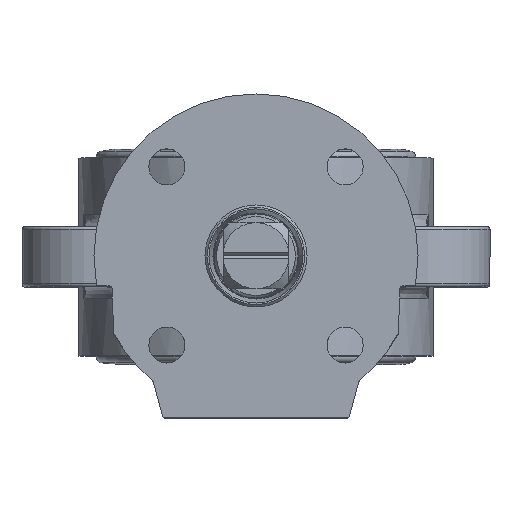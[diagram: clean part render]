
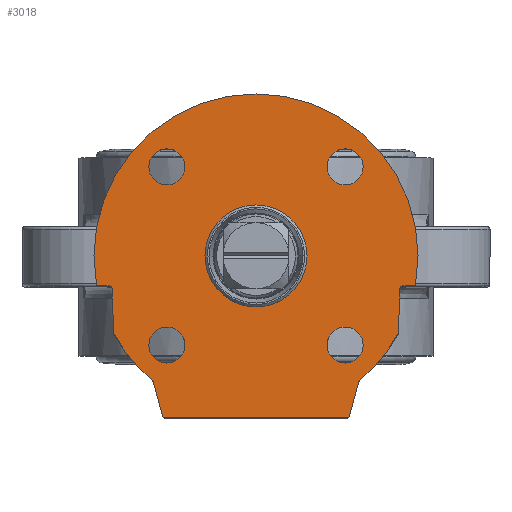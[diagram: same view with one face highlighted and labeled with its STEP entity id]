
A CAD part, top view. The second image highlights one B-rep face of the part: STEP entity #3018.
In plain terms, the highlighted planar face has unit normal (0, 0, 1).
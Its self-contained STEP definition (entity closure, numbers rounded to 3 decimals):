
#2350=CARTESIAN_POINT('',(8.5,0.,104.0));
#2351=VERTEX_POINT('',#2350);
#2352=CARTESIAN_POINT('',(0.,0.,104.0));
#2353=DIRECTION('',(0.0,0.0,-1.0));
#2354=DIRECTION('',(1.0,0.0,0.0));
#2355=AXIS2_PLACEMENT_3D('',#2352,#2353,#2354);
#2356=CIRCLE('',#2355,8.5);
#2357=EDGE_CURVE('',#2351,#2351,#2356,.T.);
#2399=CARTESIAN_POINT('',(-17.849,14.849,104.0));
#2400=VERTEX_POINT('',#2399);
#2401=CARTESIAN_POINT('',(-14.849,14.849,104.0));
#2402=DIRECTION('',(0.0,0.0,-1.0));
#2403=DIRECTION('',(-1.0,0.0,0.0));
#2404=AXIS2_PLACEMENT_3D('',#2401,#2402,#2403);
#2405=CIRCLE('',#2404,3.);
#2406=EDGE_CURVE('',#2400,#2400,#2405,.T.);
#2448=CARTESIAN_POINT('',(14.849,17.849,104.0));
#2449=VERTEX_POINT('',#2448);
#2450=CARTESIAN_POINT('',(14.849,14.849,104.0));
#2451=DIRECTION('',(0.0,0.0,-1.0));
#2452=DIRECTION('',(0.0,1.0,0.0));
#2453=AXIS2_PLACEMENT_3D('',#2450,#2451,#2452);
#2454=CIRCLE('',#2453,3.);
#2455=EDGE_CURVE('',#2449,#2449,#2454,.T.);
#2497=CARTESIAN_POINT('',(-14.849,-17.849,104.0));
#2498=VERTEX_POINT('',#2497);
#2499=CARTESIAN_POINT('',(-14.849,-14.849,104.0));
#2500=DIRECTION('',(0.0,0.0,-1.0));
#2501=DIRECTION('',(0.0,-1.0,0.0));
#2502=AXIS2_PLACEMENT_3D('',#2499,#2500,#2501);
#2503=CIRCLE('',#2502,3.);
#2504=EDGE_CURVE('',#2498,#2498,#2503,.T.);
#2546=CARTESIAN_POINT('',(17.849,-14.849,104.0));
#2547=VERTEX_POINT('',#2546);
#2548=CARTESIAN_POINT('',(14.849,-14.849,104.0));
#2549=DIRECTION('',(0.0,0.0,-1.0));
#2550=DIRECTION('',(1.0,0.0,0.0));
#2551=AXIS2_PLACEMENT_3D('',#2548,#2549,#2550);
#2552=CIRCLE('',#2551,3.);
#2553=EDGE_CURVE('',#2547,#2547,#2552,.T.);
#2823=CARTESIAN_POINT('',(-39.018,27.001,104.0));
#2824=DIRECTION('',(0.0,0.0,-1.0));
#2825=DIRECTION('',(-1.0,0.0,0.0));
#2826=AXIS2_PLACEMENT_3D('',#2823,#2824,#2825);
#2827=PLANE('',#2826);
#2828=CARTESIAN_POINT('',(-17.105,-21.011,104.0));
#2829=VERTEX_POINT('',#2828);
#2830=CARTESIAN_POINT('',(-17.268,-20.756,104.0));
#2831=VERTEX_POINT('',#2830);
#2832=CARTESIAN_POINT('',(-17.588,-21.141,104.0));
#2833=DIRECTION('',(0.0,0.0,1.));
#2834=DIRECTION('',(0.842,0.539,0.0));
#2835=AXIS2_PLACEMENT_3D('',#2832,#2833,#2834);
#2836=CIRCLE('',#2835,0.5);
#2837=EDGE_CURVE('',#2829,#2831,#2836,.T.);
#2838=ORIENTED_EDGE('',*,*,#2837,.F.);
#2839=CARTESIAN_POINT('',(-15.599,-26.629,104.0));
#2840=VERTEX_POINT('',#2839);
#2841=CARTESIAN_POINT('',(-15.599,-26.629,104.0));
#2842=DIRECTION('',(-0.259,0.966,0.0));
#2843=VECTOR('',#2842,5.816);
#2844=LINE('',#2841,#2843);
#2845=EDGE_CURVE('',#2840,#2829,#2844,.T.);
#2846=ORIENTED_EDGE('',*,*,#2845,.F.);
#2847=CARTESIAN_POINT('',(-15.116,-27.0,104.0));
#2848=VERTEX_POINT('',#2847);
#2849=CARTESIAN_POINT('',(-15.116,-26.5,104.0));
#2850=DIRECTION('',(0.0,0.0,-1.));
#2851=DIRECTION('',(-0.609,-0.793,0.0));
#2852=AXIS2_PLACEMENT_3D('',#2849,#2850,#2851);
#2853=CIRCLE('',#2852,0.5);
#2854=EDGE_CURVE('',#2848,#2840,#2853,.T.);
#2855=ORIENTED_EDGE('',*,*,#2854,.F.);
#2856=CARTESIAN_POINT('',(15.116,-27.0,104.0));
#2857=VERTEX_POINT('',#2856);
#2858=CARTESIAN_POINT('',(15.116,-27.0,104.0));
#2859=DIRECTION('',(-1.0,0.0,0.0));
#2860=VECTOR('',#2859,30.233);
#2861=LINE('',#2858,#2860);
#2862=EDGE_CURVE('',#2857,#2848,#2861,.T.);
#2863=ORIENTED_EDGE('',*,*,#2862,.F.);
#2864=CARTESIAN_POINT('',(15.599,-26.629,104.0));
#2865=VERTEX_POINT('',#2864);
#2866=CARTESIAN_POINT('',(15.116,-26.5,104.0));
#2867=DIRECTION('',(0.0,0.0,-1.));
#2868=DIRECTION('',(0.609,-0.793,0.0));
#2869=AXIS2_PLACEMENT_3D('',#2866,#2867,#2868);
#2870=CIRCLE('',#2869,0.5);
#2871=EDGE_CURVE('',#2865,#2857,#2870,.T.);
#2872=ORIENTED_EDGE('',*,*,#2871,.F.);
#2873=CARTESIAN_POINT('',(17.105,-21.011,104.0));
#2874=VERTEX_POINT('',#2873);
#2875=CARTESIAN_POINT('',(17.105,-21.011,104.0));
#2876=DIRECTION('',(-0.259,-0.966,0.0));
#2877=VECTOR('',#2876,5.816);
#2878=LINE('',#2875,#2877);
#2879=EDGE_CURVE('',#2874,#2865,#2878,.T.);
#2880=ORIENTED_EDGE('',*,*,#2879,.F.);
#2881=CARTESIAN_POINT('',(17.268,-20.756,104.0));
#2882=VERTEX_POINT('',#2881);
#2883=CARTESIAN_POINT('',(17.588,-21.141,104.0));
#2884=DIRECTION('',(0.0,0.0,1.0));
#2885=DIRECTION('',(-0.842,0.539,0.0));
#2886=AXIS2_PLACEMENT_3D('',#2883,#2884,#2885);
#2887=CIRCLE('',#2886,0.5);
#2888=EDGE_CURVE('',#2882,#2874,#2887,.T.);
#2889=ORIENTED_EDGE('',*,*,#2888,.F.);
#2890=CARTESIAN_POINT('',(23.667,-12.995,104.0));
#2891=VERTEX_POINT('',#2890);
#2892=CARTESIAN_POINT('',(0.,0.,104.0));
#2893=DIRECTION('',(0.,0.,-1.0));
#2894=DIRECTION('',(0.635,-0.772,0.));
#2895=AXIS2_PLACEMENT_3D('',#2892,#2893,#2894);
#2896=CIRCLE('',#2895,27.);
#2897=EDGE_CURVE('',#2891,#2882,#2896,.T.);
#2898=ORIENTED_EDGE('',*,*,#2897,.F.);
#2899=CARTESIAN_POINT('',(23.729,-12.772,104.0));
#2900=VERTEX_POINT('',#2899);
#2901=CARTESIAN_POINT('',(23.229,-12.754,104.0));
#2902=DIRECTION('',(0.0,0.0,-1.0));
#2903=DIRECTION('',(0.964,-0.265,0.0));
#2904=AXIS2_PLACEMENT_3D('',#2901,#2902,#2903);
#2905=CIRCLE('',#2904,0.5);
#2906=EDGE_CURVE('',#2900,#2891,#2905,.T.);
#2907=ORIENTED_EDGE('',*,*,#2906,.F.);
#2908=CARTESIAN_POINT('',(23.983,-5.483,104.0));
#2909=VERTEX_POINT('',#2908);
#2910=CARTESIAN_POINT('',(23.983,-5.483,104.0));
#2911=DIRECTION('',(-0.035,-0.999,0.0));
#2912=VECTOR('',#2911,7.293);
#2913=LINE('',#2910,#2912);
#2914=EDGE_CURVE('',#2909,#2900,#2913,.T.);
#2915=ORIENTED_EDGE('',*,*,#2914,.F.);
#2916=CARTESIAN_POINT('',(24.483,-5.0,104.0));
#2917=VERTEX_POINT('',#2916);
#2918=CARTESIAN_POINT('',(24.483,-5.5,104.0));
#2919=DIRECTION('',(0.0,0.0,1.0));
#2920=DIRECTION('',(-0.695,0.719,0.0));
#2921=AXIS2_PLACEMENT_3D('',#2918,#2919,#2920);
#2922=CIRCLE('',#2921,0.5);
#2923=EDGE_CURVE('',#2917,#2909,#2922,.T.);
#2924=ORIENTED_EDGE('',*,*,#2923,.F.);
#2925=CARTESIAN_POINT('',(26.115,-5.0,104.0));
#2926=VERTEX_POINT('',#2925);
#2927=CARTESIAN_POINT('',(26.115,-5.0,104.0));
#2928=DIRECTION('',(-1.0,0.0,0.0));
#2929=VECTOR('',#2928,1.632);
#2930=LINE('',#2927,#2929);
#2931=EDGE_CURVE('',#2926,#2917,#2930,.T.);
#2932=ORIENTED_EDGE('',*,*,#2931,.F.);
#2933=CARTESIAN_POINT('',(26.608,-4.585,104.0));
#2934=VERTEX_POINT('',#2933);
#2935=CARTESIAN_POINT('',(26.115,-4.5,104.0));
#2936=DIRECTION('',(0.0,0.0,-1.0));
#2937=DIRECTION('',(0.644,-0.765,0.0));
#2938=AXIS2_PLACEMENT_3D('',#2935,#2936,#2937);
#2939=CIRCLE('',#2938,0.5);
#2940=EDGE_CURVE('',#2934,#2926,#2939,.T.);
#2941=ORIENTED_EDGE('',*,*,#2940,.F.);
#2942=CARTESIAN_POINT('',(-26.608,-4.585,104.0));
#2943=VERTEX_POINT('',#2942);
#2944=CARTESIAN_POINT('',(0.,0.,104.0));
#2945=DIRECTION('',(0.,0.,-1.));
#2946=DIRECTION('',(0.983,-0.185,0.));
#2947=AXIS2_PLACEMENT_3D('',#2944,#2945,#2946);
#2948=CIRCLE('',#2947,27.0);
#2949=EDGE_CURVE('',#2943,#2934,#2948,.T.);
#2950=ORIENTED_EDGE('',*,*,#2949,.F.);
#2951=CARTESIAN_POINT('',(-26.115,-5.0,104.0));
#2952=VERTEX_POINT('',#2951);
#2953=CARTESIAN_POINT('',(-26.115,-4.5,104.0));
#2954=DIRECTION('',(0.0,0.0,-1.));
#2955=DIRECTION('',(-0.644,-0.765,0.0));
#2956=AXIS2_PLACEMENT_3D('',#2953,#2954,#2955);
#2957=CIRCLE('',#2956,0.5);
#2958=EDGE_CURVE('',#2952,#2943,#2957,.T.);
#2959=ORIENTED_EDGE('',*,*,#2958,.F.);
#2960=CARTESIAN_POINT('',(-24.483,-5.0,104.0));
#2961=VERTEX_POINT('',#2960);
#2962=CARTESIAN_POINT('',(-24.483,-5.0,104.0));
#2963=DIRECTION('',(-1.0,0.0,0.0));
#2964=VECTOR('',#2963,1.632);
#2965=LINE('',#2962,#2964);
#2966=EDGE_CURVE('',#2961,#2952,#2965,.T.);
#2967=ORIENTED_EDGE('',*,*,#2966,.F.);
#2968=CARTESIAN_POINT('',(-23.983,-5.483,104.0));
#2969=VERTEX_POINT('',#2968);
#2970=CARTESIAN_POINT('',(-24.483,-5.5,104.0));
#2971=DIRECTION('',(0.0,0.0,1.0));
#2972=DIRECTION('',(0.695,0.719,0.0));
#2973=AXIS2_PLACEMENT_3D('',#2970,#2971,#2972);
#2974=CIRCLE('',#2973,0.5);
#2975=EDGE_CURVE('',#2969,#2961,#2974,.T.);
#2976=ORIENTED_EDGE('',*,*,#2975,.F.);
#2977=CARTESIAN_POINT('',(-23.729,-12.772,104.0));
#2978=VERTEX_POINT('',#2977);
#2979=CARTESIAN_POINT('',(-23.729,-12.772,104.0));
#2980=DIRECTION('',(-0.035,0.999,0.0));
#2981=VECTOR('',#2980,7.293);
#2982=LINE('',#2979,#2981);
#2983=EDGE_CURVE('',#2978,#2969,#2982,.T.);
#2984=ORIENTED_EDGE('',*,*,#2983,.F.);
#2985=CARTESIAN_POINT('',(-23.667,-12.995,104.0));
#2986=VERTEX_POINT('',#2985);
#2987=CARTESIAN_POINT('',(-23.229,-12.754,104.0));
#2988=DIRECTION('',(0.0,0.0,-1.0));
#2989=DIRECTION('',(-0.964,-0.265,0.0));
#2990=AXIS2_PLACEMENT_3D('',#2987,#2988,#2989);
#2991=CIRCLE('',#2990,0.5);
#2992=EDGE_CURVE('',#2986,#2978,#2991,.T.);
#2993=ORIENTED_EDGE('',*,*,#2992,.F.);
#2994=CARTESIAN_POINT('',(0.,0.,104.0));
#2995=DIRECTION('',(0.,0.,-1.0));
#2996=DIRECTION('',(-0.879,-0.477,0.));
#2997=AXIS2_PLACEMENT_3D('',#2994,#2995,#2996);
#2998=CIRCLE('',#2997,27.);
#2999=EDGE_CURVE('',#2831,#2986,#2998,.T.);
#3000=ORIENTED_EDGE('',*,*,#2999,.F.);
#3001=EDGE_LOOP('',(#2838,#2846,#2855,#2863,#2872,#2880,#2889,#2898,#2907,#2915,#2924,#2932,#2941,#2950,#2959,#2967,#2976,#2984,#2993,#3000));
#3002=FACE_OUTER_BOUND('',#3001,.T.);
#3003=ORIENTED_EDGE('',*,*,#2406,.T.);
#3004=EDGE_LOOP('',(#3003));
#3005=FACE_BOUND('',#3004,.T.);
#3006=ORIENTED_EDGE('',*,*,#2455,.T.);
#3007=EDGE_LOOP('',(#3006));
#3008=FACE_BOUND('',#3007,.T.);
#3009=ORIENTED_EDGE('',*,*,#2504,.T.);
#3010=EDGE_LOOP('',(#3009));
#3011=FACE_BOUND('',#3010,.T.);
#3012=ORIENTED_EDGE('',*,*,#2553,.T.);
#3013=EDGE_LOOP('',(#3012));
#3014=FACE_BOUND('',#3013,.T.);
#3015=ORIENTED_EDGE('',*,*,#2357,.T.);
#3016=EDGE_LOOP('',(#3015));
#3017=FACE_BOUND('',#3016,.T.);
#3018=ADVANCED_FACE('',(#3002,#3005,#3008,#3011,#3014,#3017),#2827,.F.);
